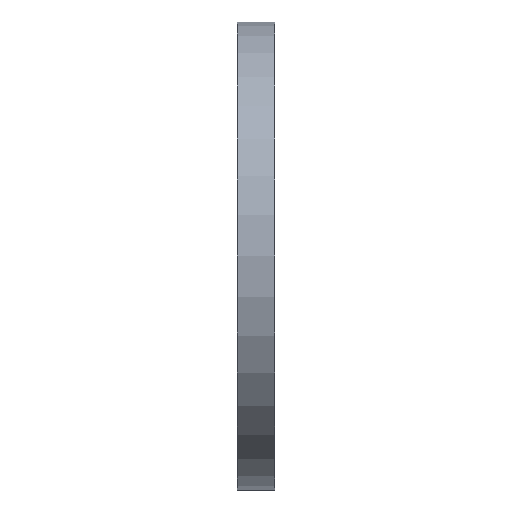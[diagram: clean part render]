
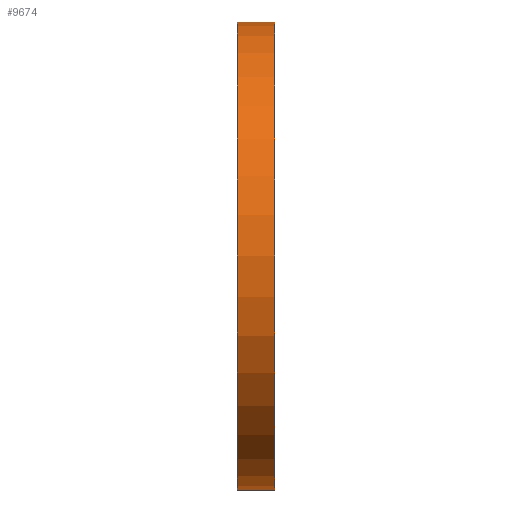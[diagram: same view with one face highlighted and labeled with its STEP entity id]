
A CAD part, left-side view. The second image highlights one B-rep face of the part: STEP entity #9674.
In plain terms, the highlighted cylindrical face has radius 50 mm (diameter 100 mm), a partial arc.
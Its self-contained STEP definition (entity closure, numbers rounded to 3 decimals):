
#438 = VERTEX_POINT ( 'NONE', #1871 ) ;
#472 = DIRECTION ( 'NONE',  ( 0., -1., 0. ) ) ;
#1861 = DIRECTION ( 'NONE',  ( 0., -1., 0. ) ) ;
#1871 = CARTESIAN_POINT ( 'NONE',  ( 0., 0., 50. ) ) ;
#2734 = CARTESIAN_POINT ( 'NONE',  ( 0., 8., 0. ) ) ;
#3057 = VECTOR ( 'NONE', #1861, 1000. ) ;
#3180 = AXIS2_PLACEMENT_3D ( 'NONE', #9882, #8672, #5359 ) ;
#4215 = CARTESIAN_POINT ( 'NONE',  ( 0., 0., 0. ) ) ;
#4222 = CARTESIAN_POINT ( 'NONE',  ( 0., 0., -50. ) ) ;
#4780 = AXIS2_PLACEMENT_3D ( 'NONE', #2734, #6260, #13012 ) ;
#5083 = VERTEX_POINT ( 'NONE', #14887 ) ;
#5150 = VECTOR ( 'NONE', #472, 1000. ) ;
#5217 = VERTEX_POINT ( 'NONE', #14833 ) ;
#5352 = EDGE_LOOP ( 'NONE', ( #8950, #12217, #9578, #8195 ) ) ;
#5359 = DIRECTION ( 'NONE',  ( 0., 0., 1. ) ) ;
#5382 = EDGE_CURVE ( 'NONE', #5083, #5217, #13238, .T. ) ;
#5826 = CIRCLE ( 'NONE', #6348, 50. ) ;
#6258 = EDGE_CURVE ( 'NONE', #5217, #438, #13223, .T. ) ;
#6260 = DIRECTION ( 'NONE',  ( 0., -1., 0. ) ) ;
#6348 = AXIS2_PLACEMENT_3D ( 'NONE', #4215, #11170, #10063 ) ;
#6398 = CARTESIAN_POINT ( 'NONE',  ( 0., 8., 50. ) ) ;
#6567 = CYLINDRICAL_SURFACE ( 'NONE', #4780, 50. ) ;
#6709 = VERTEX_POINT ( 'NONE', #4222 ) ;
#8195 = ORIENTED_EDGE ( 'NONE', *, *, #10059, .T. ) ;
#8672 = DIRECTION ( 'NONE',  ( 0., 1., 0. ) ) ;
#8760 = CARTESIAN_POINT ( 'NONE',  ( 0., 8., -50. ) ) ;
#8950 = ORIENTED_EDGE ( 'NONE', *, *, #6258, .F. ) ;
#9578 = ORIENTED_EDGE ( 'NONE', *, *, #12276, .T. ) ;
#9674 = ADVANCED_FACE ( 'NONE', ( #12655 ), #6567, .T. ) ;
#9882 = CARTESIAN_POINT ( 'NONE',  ( 0., 8., 0. ) ) ;
#10059 = EDGE_CURVE ( 'NONE', #6709, #438, #5826, .T. ) ;
#10063 = DIRECTION ( 'NONE',  ( 0., 0., 1. ) ) ;
#11170 = DIRECTION ( 'NONE',  ( 0., 1., 0. ) ) ;
#11759 = LINE ( 'NONE', #8760, #3057 ) ;
#12217 = ORIENTED_EDGE ( 'NONE', *, *, #5382, .F. ) ;
#12276 = EDGE_CURVE ( 'NONE', #5083, #6709, #11759, .T. ) ;
#12655 = FACE_OUTER_BOUND ( 'NONE', #5352, .T. ) ;
#13012 = DIRECTION ( 'NONE',  ( 0., 0., -1. ) ) ;
#13223 = LINE ( 'NONE', #6398, #5150 ) ;
#13238 = CIRCLE ( 'NONE', #3180, 50. ) ;
#14833 = CARTESIAN_POINT ( 'NONE',  ( 0., 8., 50. ) ) ;
#14887 = CARTESIAN_POINT ( 'NONE',  ( 0., 8., -50. ) ) ;
